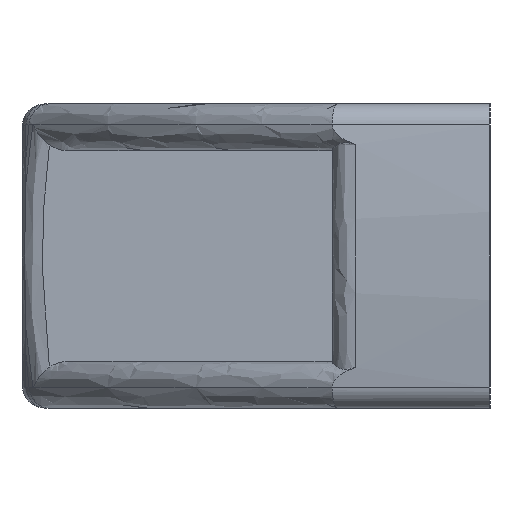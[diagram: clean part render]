
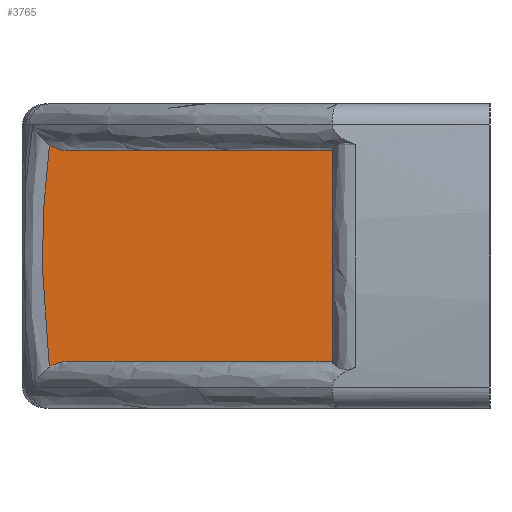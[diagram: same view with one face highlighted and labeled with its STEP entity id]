
A CAD part, left-side view. The second image highlights one B-rep face of the part: STEP entity #3765.
In plain terms, the highlighted planar face has unit normal (-1, 0, 0).
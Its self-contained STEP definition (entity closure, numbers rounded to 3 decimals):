
#109 = B_SPLINE_CURVE_WITH_KNOTS ( 'NONE', 3,
 ( #1533, #5587, #5396, #2676, #2251, #838, #547, #4194 ),
 .UNSPECIFIED., .F., .F.,
 ( 4, 2, 2, 4 ),
 ( 0., 0.001, 0.001, 0.002 ),
 .UNSPECIFIED. ) ;
#163 = CARTESIAN_POINT ( 'NONE',  ( -49., 37.143, 9.204 ) ) ;
#169 = EDGE_CURVE ( 'NONE', #2880, #5772, #3681, .T. ) ;
#291 = LINE ( 'NONE', #2760, #3176 ) ;
#502 = VECTOR ( 'NONE', #3030, 1000. ) ;
#547 = CARTESIAN_POINT ( 'NONE',  ( -49., 37.518, -9.409 ) ) ;
#573 = CARTESIAN_POINT ( 'NONE',  ( -49., 36.161, 9. ) ) ;
#684 = VERTEX_POINT ( 'NONE', #4219 ) ;
#711 = LINE ( 'NONE', #734, #3239 ) ;
#734 = CARTESIAN_POINT ( 'NONE',  ( -49., 13.5, -9. ) ) ;
#801 = ORIENTED_EDGE ( 'NONE', *, *, #2318, .F. ) ;
#802 = LINE ( 'NONE', #4000, #2483 ) ;
#838 = CARTESIAN_POINT ( 'NONE',  ( -49., 37.394, -9.337 ) ) ;
#855 = VERTEX_POINT ( 'NONE', #2589 ) ;
#922 = CARTESIAN_POINT ( 'NONE',  ( -49., 38.264, -1.505 ) ) ;
#980 = CARTESIAN_POINT ( 'NONE',  ( -49., 37.636, 9.493 ) ) ;
#1063 = ORIENTED_EDGE ( 'NONE', *, *, #4615, .F. ) ;
#1148 = DIRECTION ( 'NONE',  ( 0., 0., -1. ) ) ;
#1209 = CARTESIAN_POINT ( 'NONE',  ( -49., 37.7, -9. ) ) ;
#1226 = B_SPLINE_CURVE_WITH_KNOTS ( 'NONE', 3,
 ( #980, #1429, #163, #4182, #3754, #1507, #573, #5610 ),
 .UNSPECIFIED., .F., .F.,
 ( 4, 2, 2, 4 ),
 ( 0., 0.001, 0.001, 0.002 ),
 .UNSPECIFIED. ) ;
#1318 = CARTESIAN_POINT ( 'NONE',  ( -49., 37.636, -9.493 ) ) ;
#1429 = CARTESIAN_POINT ( 'NONE',  ( -49., 37.4, 9.325 ) ) ;
#1507 = CARTESIAN_POINT ( 'NONE',  ( -49., 36.305, 9.01 ) ) ;
#1511 = FACE_OUTER_BOUND ( 'NONE', #3779, .T. ) ;
#1533 = CARTESIAN_POINT ( 'NONE',  ( -49., 36.017, -9. ) ) ;
#1816 = EDGE_CURVE ( 'NONE', #684, #3931, #109, .T. ) ;
#1897 = DIRECTION ( 'NONE',  ( 0., -1., 0. ) ) ;
#2207 = ORIENTED_EDGE ( 'NONE', *, *, #5376, .F. ) ;
#2251 = CARTESIAN_POINT ( 'NONE',  ( -49., 37.136, -9.213 ) ) ;
#2288 = CARTESIAN_POINT ( 'NONE',  ( -49., 38.264, 3.004 ) ) ;
#2310 = CARTESIAN_POINT ( 'NONE',  ( -49., 37.887, -7.508 ) ) ;
#2318 = EDGE_CURVE ( 'NONE', #4924, #2480, #3249, .T. ) ;
#2382 = ORIENTED_EDGE ( 'NONE', *, *, #5830, .F. ) ;
#2480 = VERTEX_POINT ( 'NONE', #2942 ) ;
#2483 = VECTOR ( 'NONE', #3271, 1000. ) ;
#2488 = DIRECTION ( 'NONE',  ( 0., 1., 0. ) ) ;
#2490 = CARTESIAN_POINT ( 'NONE',  ( -49., 13.5, 9. ) ) ;
#2589 = CARTESIAN_POINT ( 'NONE',  ( -49., 37.636, 9.493 ) ) ;
#2642 = ORIENTED_EDGE ( 'NONE', *, *, #3264, .F. ) ;
#2676 = CARTESIAN_POINT ( 'NONE',  ( -49., 37., -9.162 ) ) ;
#2760 = CARTESIAN_POINT ( 'NONE',  ( -49., 13.5, 9. ) ) ;
#2880 = VERTEX_POINT ( 'NONE', #2490 ) ;
#2942 = CARTESIAN_POINT ( 'NONE',  ( -49., 37.7, 9. ) ) ;
#3030 = DIRECTION ( 'NONE',  ( 0., -0.128, 0.992 ) ) ;
#3169 = DIRECTION ( 'NONE',  ( 0., 0., -1. ) ) ;
#3176 = VECTOR ( 'NONE', #1897, 1000. ) ;
#3183 = CARTESIAN_POINT ( 'NONE',  ( -49., 38.029, -6.009 ) ) ;
#3233 = CARTESIAN_POINT ( 'NONE',  ( -49., 36.017, 9. ) ) ;
#3239 = VECTOR ( 'NONE', #2488, 1000. ) ;
#3249 = B_SPLINE_CURVE_WITH_KNOTS ( 'NONE', 3,
 ( #4062, #2310, #3183, #3599, #922, #2288, #4048, #5398 ),
 .UNSPECIFIED., .F., .F.,
 ( 4, 2, 2, 4 ),
 ( 0., 0.25, 0.5, 1. ),
 .UNSPECIFIED. ) ;
#3264 = EDGE_CURVE ( 'NONE', #3931, #4924, #802, .T. ) ;
#3271 = DIRECTION ( 'NONE',  ( 0., 0.128, 0.992 ) ) ;
#3599 = CARTESIAN_POINT ( 'NONE',  ( -49., 38.217, -3.007 ) ) ;
#3677 = EDGE_CURVE ( 'NONE', #2480, #855, #4090, .T. ) ;
#3681 = LINE ( 'NONE', #5424, #4325 ) ;
#3725 = VERTEX_POINT ( 'NONE', #3233 ) ;
#3754 = CARTESIAN_POINT ( 'NONE',  ( -49., 36.589, 9.051 ) ) ;
#3765 = ADVANCED_FACE ( 'NONE', ( #1511 ), #5261, .F. ) ;
#3779 = EDGE_LOOP ( 'NONE', ( #2642, #3780, #2207, #4350, #1063, #2382, #5691, #801 ) ) ;
#3780 = ORIENTED_EDGE ( 'NONE', *, *, #1816, .F. ) ;
#3817 = CARTESIAN_POINT ( 'NONE',  ( -49., 13.5, -9. ) ) ;
#3931 = VERTEX_POINT ( 'NONE', #1318 ) ;
#4000 = CARTESIAN_POINT ( 'NONE',  ( -49., 37.7, -9. ) ) ;
#4048 = CARTESIAN_POINT ( 'NONE',  ( -49., 38.075, 6.015 ) ) ;
#4062 = CARTESIAN_POINT ( 'NONE',  ( -49., 37.7, -9. ) ) ;
#4090 = LINE ( 'NONE', #4745, #502 ) ;
#4182 = CARTESIAN_POINT ( 'NONE',  ( -49., 36.731, 9.082 ) ) ;
#4194 = CARTESIAN_POINT ( 'NONE',  ( -49., 37.636, -9.493 ) ) ;
#4219 = CARTESIAN_POINT ( 'NONE',  ( -49., 36.017, -9. ) ) ;
#4325 = VECTOR ( 'NONE', #3169, 1000. ) ;
#4350 = ORIENTED_EDGE ( 'NONE', *, *, #169, .F. ) ;
#4615 = EDGE_CURVE ( 'NONE', #3725, #2880, #291, .T. ) ;
#4745 = CARTESIAN_POINT ( 'NONE',  ( -49., 37.636, 9.493 ) ) ;
#4924 = VERTEX_POINT ( 'NONE', #1209 ) ;
#5035 = CARTESIAN_POINT ( 'NONE',  ( -49., 13.5, -9. ) ) ;
#5261 = PLANE ( 'NONE',  #5813 ) ;
#5376 = EDGE_CURVE ( 'NONE', #5772, #684, #711, .T. ) ;
#5396 = CARTESIAN_POINT ( 'NONE',  ( -49., 36.587, -9.04 ) ) ;
#5398 = CARTESIAN_POINT ( 'NONE',  ( -49., 37.7, 9. ) ) ;
#5424 = CARTESIAN_POINT ( 'NONE',  ( -49., 13.5, -9. ) ) ;
#5587 = CARTESIAN_POINT ( 'NONE',  ( -49., 36.305, -9. ) ) ;
#5610 = CARTESIAN_POINT ( 'NONE',  ( -49., 36.017, 9. ) ) ;
#5677 = DIRECTION ( 'NONE',  ( 1., 0., 0. ) ) ;
#5691 = ORIENTED_EDGE ( 'NONE', *, *, #3677, .F. ) ;
#5772 = VERTEX_POINT ( 'NONE', #5035 ) ;
#5813 = AXIS2_PLACEMENT_3D ( 'NONE', #3817, #5677, #1148 ) ;
#5830 = EDGE_CURVE ( 'NONE', #855, #3725, #1226, .T. ) ;
